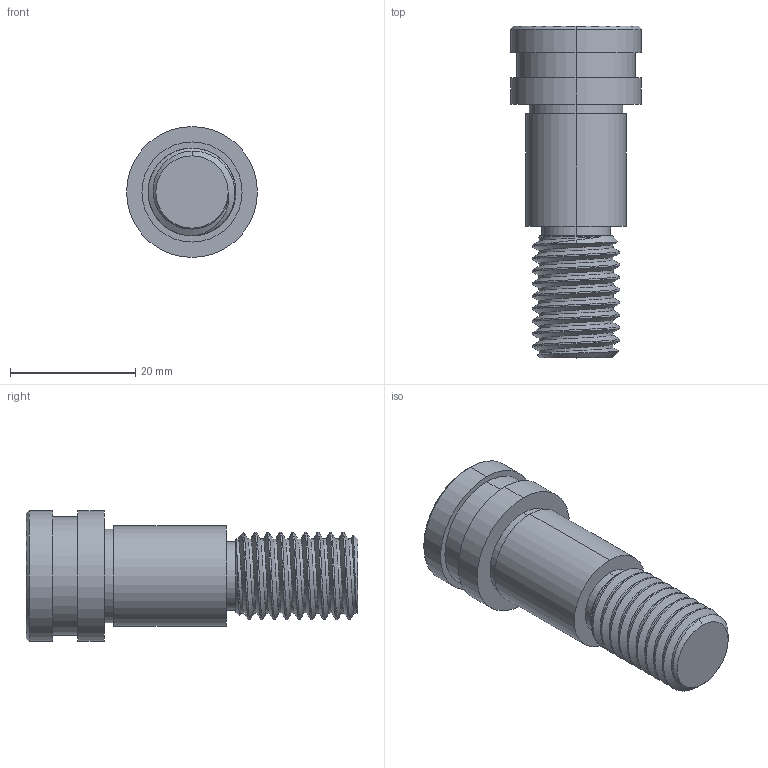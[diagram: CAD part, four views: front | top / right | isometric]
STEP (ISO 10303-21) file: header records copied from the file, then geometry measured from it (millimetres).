
FILE_DESCRIPTION (( 'STEP AP214' ), '1' );
FILE_NAME ('15.250.536.STEP', '2020-08-17T20:12:53', ( '' ), ( '' ), 'SwSTEP 2.0', 'SolidWorks 2020', '' );
FILE_SCHEMA (( 'AUTOMOTIVE_DESIGN' ));
Length unit declared in the file: millimetre
Products named in the file (1): 15.250.536
Bounding box: 20.9 x 53 x 20.9 mm (x, y, z)
Volume: 9358.4 mm3; surface area: 4281 mm2
Topology: 1 solids, 1 shells, 59 faces, 144 edges, 95 vertices
Faces by surface type: cylinder 31, plane 16, cone 7, bspline 5
Entity records: 6698 total; most frequent: CARTESIAN_POINT 5389, ORIENTED_EDGE 288, DIRECTION 232, EDGE_CURVE 144, VERTEX_POINT 95, AXIS2_PLACEMENT_3D 88, EDGE_LOOP 67, ADVANCED_FACE 59
